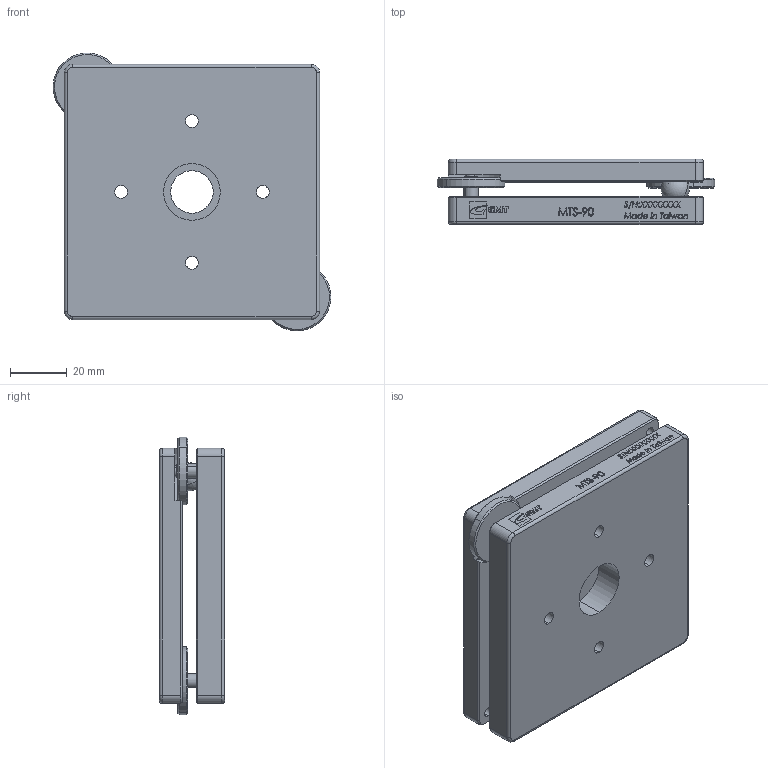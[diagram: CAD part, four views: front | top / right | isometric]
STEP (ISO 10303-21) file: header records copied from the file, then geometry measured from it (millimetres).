
FILE_DESCRIPTION (( 'STEP AP203' ), '1' );
FILE_NAME ('MTS-90-(«¬¿ý).STEP', '2013-10-11T07:54:33', ( '' ), ( '' ), 'SwSTEP 2.0', 'SolidWorks 2013', '' );
FILE_SCHEMA (( 'CONFIG_CONTROL_DESIGN' ));
Length unit declared in the file: millimetre
Products named in the file (2): Group1^MTS-90-(型錄); MTS-90-(型錄)
Assembly tree (1 placements, depth 2):
  MTS-90-(型錄)
    Group1^MTS-90-(型錄)
Bounding box: 97.96 x 23 x 97.96 mm (x, y, z)
Volume: 139460.2 mm3; surface area: 43013 mm2
Topology: 7 solids, 7 shells, 613 faces, 1622 edges, 1066 vertices
Faces by surface type: plane 343, bspline 117, cylinder 115, cone 24, torus 8, sphere 6
Entity records: 24951 total; most frequent: CARTESIAN_POINT 10144, ORIENTED_EDGE 3210, DIRECTION 2641, EDGE_CURVE 1605, LINE 1093, VECTOR 1093, VERTEX_POINT 1057, AXIS2_PLACEMENT_3D 774
